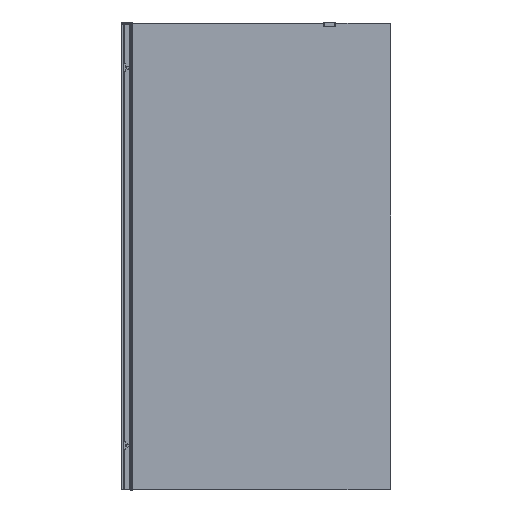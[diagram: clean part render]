
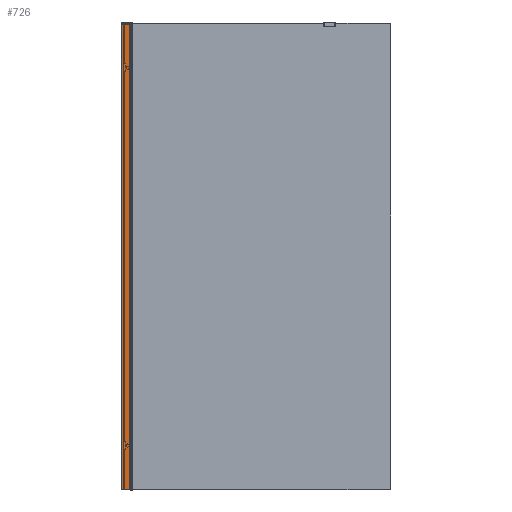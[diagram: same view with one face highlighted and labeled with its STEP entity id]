
A CAD part, front view. The second image highlights one B-rep face of the part: STEP entity #726.
In plain terms, the highlighted face is planar.
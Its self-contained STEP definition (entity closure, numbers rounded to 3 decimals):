
#726=ADVANCED_FACE('',(#1568),#12737,.T.);
#1568=FACE_OUTER_BOUND('',#2416,.T.);
#2416=EDGE_LOOP('',(#3611,#3612,#3613,#3614));
#3611=ORIENTED_EDGE('',*,*,#7553,.F.);
#3612=ORIENTED_EDGE('',*,*,#7439,.F.);
#3613=ORIENTED_EDGE('',*,*,#7552,.T.);
#3614=ORIENTED_EDGE('',*,*,#7471,.T.);
#7439=EDGE_CURVE('',#11540,#11541,#10277,.T.);
#7471=EDGE_CURVE('',#11600,#11599,#10309,.T.);
#7552=EDGE_CURVE('',#11540,#11600,#10380,.T.);
#7553=EDGE_CURVE('',#11541,#11599,#10381,.T.);
#10277=B_SPLINE_CURVE_WITH_KNOTS('',1,(#15788,#15789),.UNSPECIFIED.,.F.,
 .F.,(2,2),(0.,47.5),.UNSPECIFIED.);
#10309=B_SPLINE_CURVE_WITH_KNOTS('',1,(#15852,#15853),.UNSPECIFIED.,.F.,
 .F.,(2,2),(-47.5,0.),.UNSPECIFIED.);
#10380=B_SPLINE_CURVE_WITH_KNOTS('',1,(#16024,#16025),.UNSPECIFIED.,.F.,
 .F.,(2,2),(-2100.,0.),.UNSPECIFIED.);
#10381=B_SPLINE_CURVE_WITH_KNOTS('',1,(#16026,#16027),.UNSPECIFIED.,.F.,
 .F.,(2,2),(-2100.,0.),.UNSPECIFIED.);
#11540=VERTEX_POINT('',#15205);
#11541=VERTEX_POINT('',#15206);
#11599=VERTEX_POINT('',#15264);
#11600=VERTEX_POINT('',#15265);
#12737=PLANE('',#13750);
#13750=AXIS2_PLACEMENT_3D('',#15075,#14386,$);
#14386=DIRECTION('',(-1.,0.,0.));
#15075=CARTESIAN_POINT('',(-2728.292,731.481,-1260.));
#15205=CARTESIAN_POINT('',(-2728.292,783.731,1050.));
#15206=CARTESIAN_POINT('',(-2728.292,736.231,1050.));
#15264=CARTESIAN_POINT('',(-2728.292,736.231,-1050.));
#15265=CARTESIAN_POINT('',(-2728.292,783.731,-1050.));
#15788=CARTESIAN_POINT('',(-2728.292,783.731,1050.));
#15789=CARTESIAN_POINT('',(-2728.292,736.231,1050.));
#15852=CARTESIAN_POINT('',(-2728.292,783.731,-1050.));
#15853=CARTESIAN_POINT('',(-2728.292,736.231,-1050.));
#16024=CARTESIAN_POINT('',(-2728.292,783.731,1050.));
#16025=CARTESIAN_POINT('',(-2728.292,783.731,-1050.));
#16026=CARTESIAN_POINT('',(-2728.292,736.231,1050.));
#16027=CARTESIAN_POINT('',(-2728.292,736.231,-1050.));
